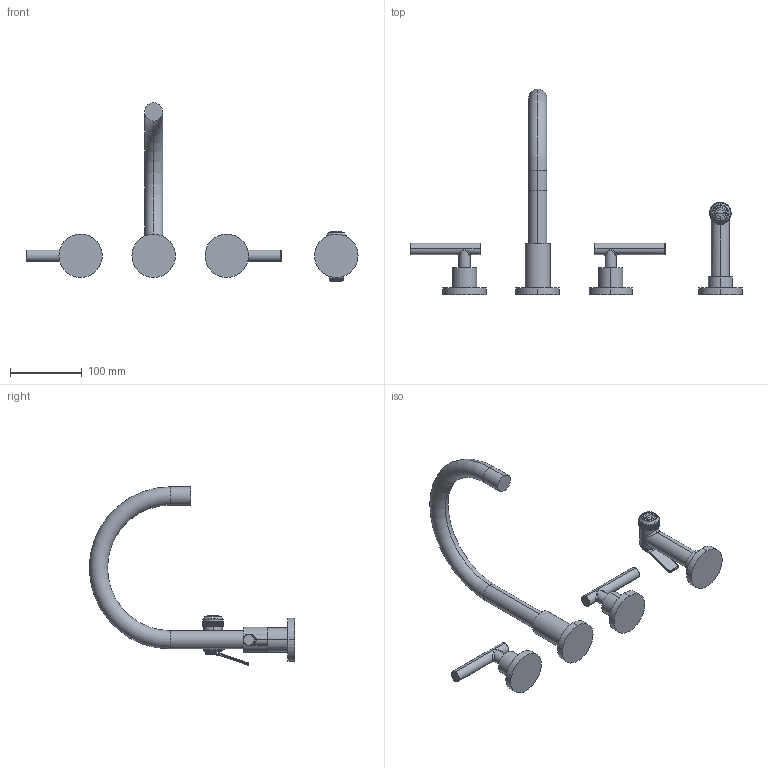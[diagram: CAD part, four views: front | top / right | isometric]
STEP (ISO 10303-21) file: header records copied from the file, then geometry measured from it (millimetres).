
FILE_DESCRIPTION((''),'2;1');
FILE_NAME('9911L','2021-03-05T16:48:23',('rsmith'),(''),'CREO PARAMETRIC BY PTC INC, 2018400','CREO PARAMETRIC BY PTC INC, 2018400','');
FILE_SCHEMA(('AUTOMOTIVE_DESIGN { 1 0 10303 214 1 1 1 1 }'));
Length unit declared in the file: inch
Products named in the file (1): 9911L
Bounding box: 461.68 x 285.69 x 248.02 mm (x, y, z)
Volume: 570891.8 mm3; surface area: 110871.7 mm2
Topology: 6 solids, 7 shells, 600 faces, 1657 edges, 1080 vertices
Faces by surface type: plane 291, cylinder 203, bspline 67, torus 21, cone 14, sphere 4
Entity records: 37548 total; most frequent: CARTESIAN_POINT 11872, ORIENTED_EDGE 3314, DIRECTION 2872, PRESENTATION_STYLE_ASSIGNMENT 2190, STYLED_ITEM 1663, CURVE_STYLE 1657, EDGE_CURVE 1657, VERTEX_POINT 1080
